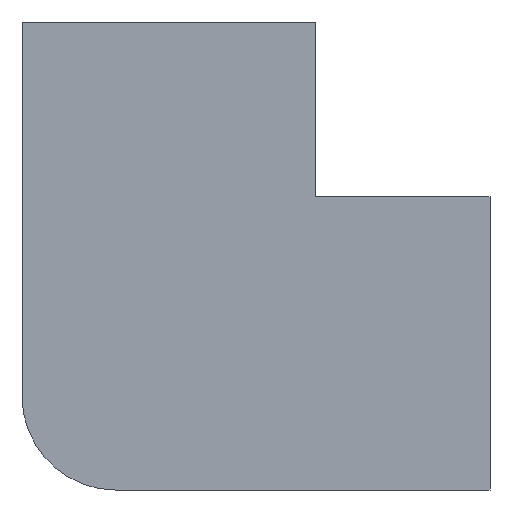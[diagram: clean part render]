
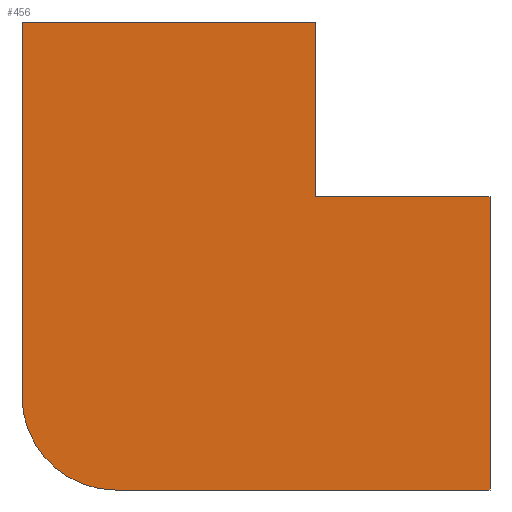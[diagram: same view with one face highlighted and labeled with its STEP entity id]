
A CAD part, left-side view. The second image highlights one B-rep face of the part: STEP entity #456.
In plain terms, the highlighted planar face has unit normal (-1, 0, 0).
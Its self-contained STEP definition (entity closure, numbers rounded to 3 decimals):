
#1 = CARTESIAN_POINT ( 'NONE',  ( -47.2, 50., 50. ) ) ;
#10 = CARTESIAN_POINT ( 'NONE',  ( -47.2, -50., 12.7 ) ) ;
#29 = EDGE_CURVE ( 'NONE', #242, #166, #56, .T. ) ;
#31 = CARTESIAN_POINT ( 'NONE',  ( -47.2, -12.7, 50. ) ) ;
#34 = DIRECTION ( 'NONE',  ( 0., 0., -1. ) ) ;
#36 = DIRECTION ( 'NONE',  ( 1., 0., 0. ) ) ;
#38 = CARTESIAN_POINT ( 'NONE',  ( -47.2, 30., -30. ) ) ;
#46 = LINE ( 'NONE', #31, #243 ) ;
#47 = VECTOR ( 'NONE', #217, 1000. ) ;
#56 = LINE ( 'NONE', #197, #47 ) ;
#69 = DIRECTION ( 'NONE',  ( 0., 1., 0. ) ) ;
#75 = LINE ( 'NONE', #231, #373 ) ;
#77 = VERTEX_POINT ( 'NONE', #257 ) ;
#88 = CIRCLE ( 'NONE', #365, 20. ) ;
#105 = EDGE_CURVE ( 'NONE', #355, #336, #46, .T. ) ;
#108 = VERTEX_POINT ( 'NONE', #10 ) ;
#110 = EDGE_CURVE ( 'NONE', #77, #242, #88, .T. ) ;
#114 = DIRECTION ( 'NONE',  ( 0., -1., 0. ) ) ;
#119 = CARTESIAN_POINT ( 'NONE',  ( -47.2, -50., 12.7 ) ) ;
#145 = DIRECTION ( 'NONE',  ( 0., 0., -1. ) ) ;
#158 = DIRECTION ( 'NONE',  ( 0., -1., 0. ) ) ;
#159 = AXIS2_PLACEMENT_3D ( 'NONE', #191, #189, #180 ) ;
#166 = VERTEX_POINT ( 'NONE', #1 ) ;
#168 = CARTESIAN_POINT ( 'NONE',  ( -47.2, -50., -50. ) ) ;
#174 = CARTESIAN_POINT ( 'NONE',  ( -47.2, 50., 50. ) ) ;
#177 = LINE ( 'NONE', #119, #477 ) ;
#179 = ORIENTED_EDGE ( 'NONE', *, *, #29, .F. ) ;
#180 = DIRECTION ( 'NONE',  ( 0., 0., -1. ) ) ;
#189 = DIRECTION ( 'NONE',  ( 1., 0., 0. ) ) ;
#191 = CARTESIAN_POINT ( 'NONE',  ( -47.2, 30., -30. ) ) ;
#196 = PLANE ( 'NONE',  #159 ) ;
#197 = CARTESIAN_POINT ( 'NONE',  ( -47.2, 50., 50. ) ) ;
#217 = DIRECTION ( 'NONE',  ( 0., 0., 1. ) ) ;
#231 = CARTESIAN_POINT ( 'NONE',  ( -47.2, -50., 12.7 ) ) ;
#242 = VERTEX_POINT ( 'NONE', #389 ) ;
#243 = VECTOR ( 'NONE', #145, 1000. ) ;
#255 = DIRECTION ( 'NONE',  ( 0., 0., -1. ) ) ;
#257 = CARTESIAN_POINT ( 'NONE',  ( -47.2, 30., -50. ) ) ;
#262 = VECTOR ( 'NONE', #69, 1000. ) ;
#292 = EDGE_LOOP ( 'NONE', ( #316, #453, #326, #519, #179, #363, #401 ) ) ;
#304 = CARTESIAN_POINT ( 'NONE',  ( -47.2, -12.7, 12.7 ) ) ;
#309 = CARTESIAN_POINT ( 'NONE',  ( -47.2, -12.7, 50. ) ) ;
#316 = ORIENTED_EDGE ( 'NONE', *, *, #427, .F. ) ;
#320 = LINE ( 'NONE', #496, #262 ) ;
#326 = ORIENTED_EDGE ( 'NONE', *, *, #105, .F. ) ;
#336 = VERTEX_POINT ( 'NONE', #304 ) ;
#337 = FACE_OUTER_BOUND ( 'NONE', #292, .T. ) ;
#355 = VERTEX_POINT ( 'NONE', #309 ) ;
#363 = ORIENTED_EDGE ( 'NONE', *, *, #110, .F. ) ;
#365 = AXIS2_PLACEMENT_3D ( 'NONE', #38, #36, #34 ) ;
#373 = VECTOR ( 'NONE', #255, 1000. ) ;
#389 = CARTESIAN_POINT ( 'NONE',  ( -47.2, 50., -30. ) ) ;
#401 = ORIENTED_EDGE ( 'NONE', *, *, #515, .F. ) ;
#427 = EDGE_CURVE ( 'NONE', #108, #463, #75, .T. ) ;
#453 = ORIENTED_EDGE ( 'NONE', *, *, #503, .F. ) ;
#456 = ADVANCED_FACE ( 'NONE', ( #337 ), #196, .F. ) ;
#463 = VERTEX_POINT ( 'NONE', #168 ) ;
#465 = EDGE_CURVE ( 'NONE', #166, #355, #494, .T. ) ;
#477 = VECTOR ( 'NONE', #114, 1000. ) ;
#494 = LINE ( 'NONE', #174, #531 ) ;
#496 = CARTESIAN_POINT ( 'NONE',  ( -47.2, 30., -50. ) ) ;
#503 = EDGE_CURVE ( 'NONE', #336, #108, #177, .T. ) ;
#515 = EDGE_CURVE ( 'NONE', #463, #77, #320, .T. ) ;
#519 = ORIENTED_EDGE ( 'NONE', *, *, #465, .F. ) ;
#531 = VECTOR ( 'NONE', #158, 1000. ) ;
